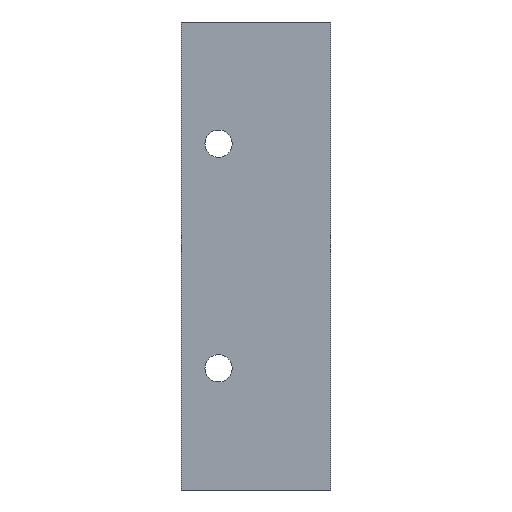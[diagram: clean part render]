
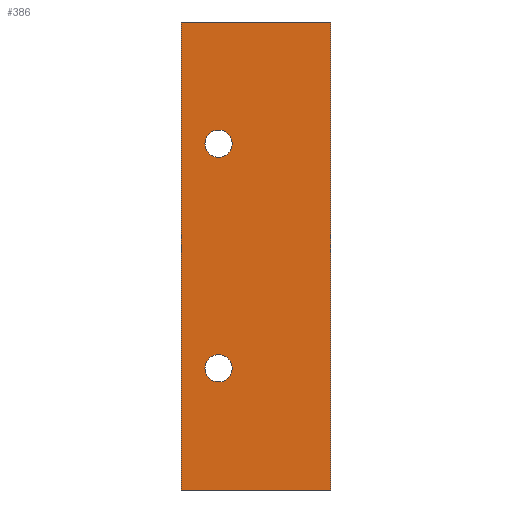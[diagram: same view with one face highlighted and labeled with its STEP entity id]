
A CAD part, left-side view. The second image highlights one B-rep face of the part: STEP entity #386.
In plain terms, the highlighted planar face has unit normal (-1, 0, 0).
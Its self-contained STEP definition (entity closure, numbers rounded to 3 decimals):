
#146 = EDGE_CURVE('',#147,#149,#151,.T.);
#147 = VERTEX_POINT('',#148);
#148 = CARTESIAN_POINT('',(-98.25,8.,-25.));
#149 = VERTEX_POINT('',#150);
#150 = CARTESIAN_POINT('',(-98.25,-8.,-25.));
#151 = LINE('',#152,#153);
#152 = CARTESIAN_POINT('',(-98.25,0.,-25.));
#153 = VECTOR('',#154,1.);
#154 = DIRECTION('',(0.,-1.,0.));
#260 = VERTEX_POINT('',#261);
#261 = CARTESIAN_POINT('',(-98.25,8.,25.));
#267 = EDGE_CURVE('',#260,#268,#270,.T.);
#268 = VERTEX_POINT('',#269);
#269 = CARTESIAN_POINT('',(-98.25,-8.,25.));
#270 = LINE('',#271,#272);
#271 = CARTESIAN_POINT('',(-98.25,0.,25.));
#272 = VECTOR('',#273,1.);
#273 = DIRECTION('',(0.,-1.,0.));
#290 = EDGE_CURVE('',#268,#149,#291,.T.);
#291 = LINE('',#292,#293);
#292 = CARTESIAN_POINT('',(-98.25,-8.,25.));
#293 = VECTOR('',#294,1.);
#294 = DIRECTION('',(0.,0.,-1.));
#386 = ADVANCED_FACE('',(#387,#398,#409),#420,.T.);
#387 = FACE_BOUND('',#388,.T.);
#388 = EDGE_LOOP('',(#389,#390,#396,#397));
#389 = ORIENTED_EDGE('',*,*,#267,.F.);
#390 = ORIENTED_EDGE('',*,*,#391,.F.);
#391 = EDGE_CURVE('',#147,#260,#392,.T.);
#392 = LINE('',#393,#394);
#393 = CARTESIAN_POINT('',(-98.25,8.,-25.));
#394 = VECTOR('',#395,1.);
#395 = DIRECTION('',(0.,0.,1.));
#396 = ORIENTED_EDGE('',*,*,#146,.T.);
#397 = ORIENTED_EDGE('',*,*,#290,.F.);
#398 = FACE_BOUND('',#399,.T.);
#399 = EDGE_LOOP('',(#400));
#400 = ORIENTED_EDGE('',*,*,#401,.F.);
#401 = EDGE_CURVE('',#402,#402,#404,.T.);
#402 = VERTEX_POINT('',#403);
#403 = CARTESIAN_POINT('',(-98.25,5.45,12.));
#404 = CIRCLE('',#405,1.45);
#405 = AXIS2_PLACEMENT_3D('',#406,#407,#408);
#406 = CARTESIAN_POINT('',(-98.25,4.,12.));
#407 = DIRECTION('',(-1.,0.,0.));
#408 = DIRECTION('',(0.,1.,0.));
#409 = FACE_BOUND('',#410,.T.);
#410 = EDGE_LOOP('',(#411));
#411 = ORIENTED_EDGE('',*,*,#412,.F.);
#412 = EDGE_CURVE('',#413,#413,#415,.T.);
#413 = VERTEX_POINT('',#414);
#414 = CARTESIAN_POINT('',(-98.25,5.45,-12.));
#415 = CIRCLE('',#416,1.45);
#416 = AXIS2_PLACEMENT_3D('',#417,#418,#419);
#417 = CARTESIAN_POINT('',(-98.25,4.,-12.));
#418 = DIRECTION('',(-1.,0.,0.));
#419 = DIRECTION('',(0.,1.,0.));
#420 = PLANE('',#421);
#421 = AXIS2_PLACEMENT_3D('',#422,#423,#424);
#422 = CARTESIAN_POINT('',(-98.25,0.,0.));
#423 = DIRECTION('',(-1.,0.,0.));
#424 = DIRECTION('',(0.,1.,0.));
